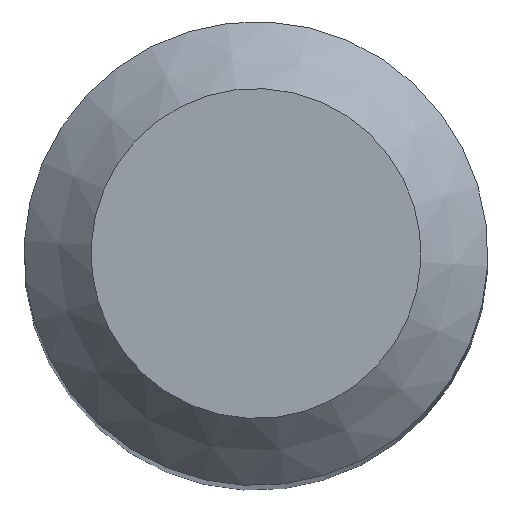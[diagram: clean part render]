
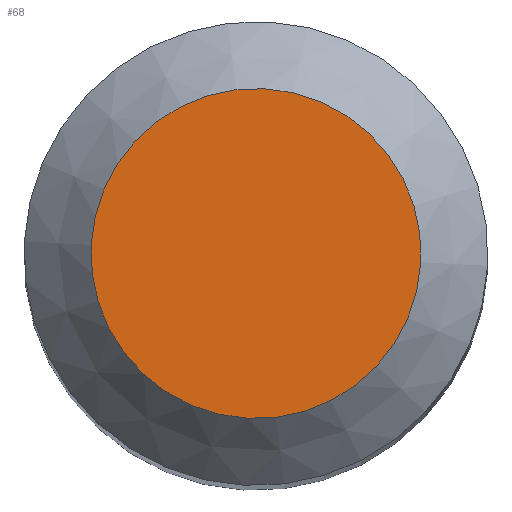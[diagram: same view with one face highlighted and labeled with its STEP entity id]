
A CAD part, top view. The second image highlights one B-rep face of the part: STEP entity #68.
In plain terms, the highlighted planar face has unit normal (0, 0, 1).
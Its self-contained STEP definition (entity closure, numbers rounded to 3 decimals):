
#68=ADVANCED_FACE('',(#74),#71,.F.);
#71=PLANE('',#174);
#74=FACE_OUTER_BOUND('',#88,.T.);
#88=EDGE_LOOP('',(#102));
#102=ORIENTED_EDGE('',*,*,#118,.T.);
#111=VERTEX_POINT('',#248);
#118=EDGE_CURVE('',#111,#111,#125,.T.);
#125=CIRCLE('',#172,2.134);
#172=AXIS2_PLACEMENT_3D('',#247,#208,#209);
#174=AXIS2_PLACEMENT_3D('',#250,#212,#213);
#208=DIRECTION('',(0.,0.,1.));
#209=DIRECTION('',(0.545,0.838,0.));
#212=DIRECTION('',(0.,0.,-1.));
#213=DIRECTION('',(-0.545,-0.838,0.));
#247=CARTESIAN_POINT('',(0.,0.,0.));
#248=CARTESIAN_POINT('',(1.163,1.789,0.));
#250=CARTESIAN_POINT('',(-1.789,1.163,0.));
